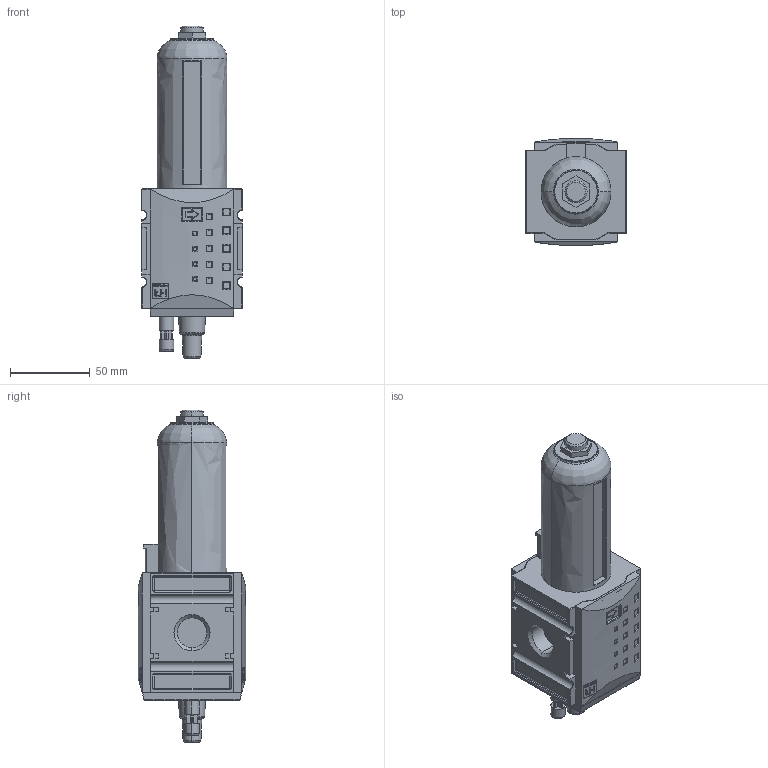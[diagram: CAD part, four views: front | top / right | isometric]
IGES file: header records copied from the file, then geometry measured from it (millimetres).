
Start section: SolidWorks IGES file using analytic representation for surfaces
Global section: file name: KLUB-212.IGS; native system: SolidWorks 2013; preprocessor: SolidWorks 2013; author: technolog; date: 140113.094139; units: millimetre
Bounding box: 63 x 67.13 x 208.1 mm (x, y, z)
Surface area: 65951.8 mm2 (no closed solid volume)
Topology: 0 solids, 3 shells, 1211 faces, 7254 edges, 8807 vertices
Faces by surface type: plane 588, revolution 506, bspline 117
